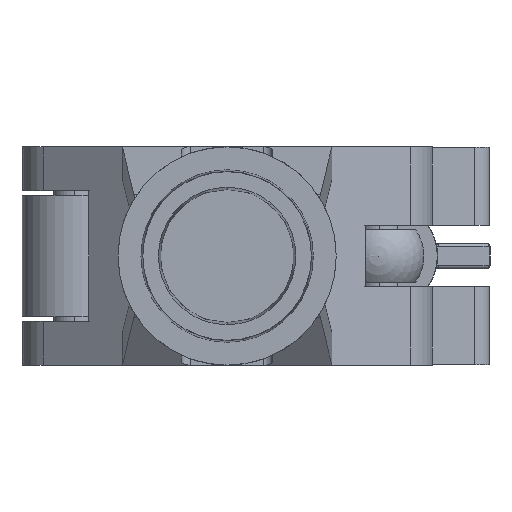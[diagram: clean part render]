
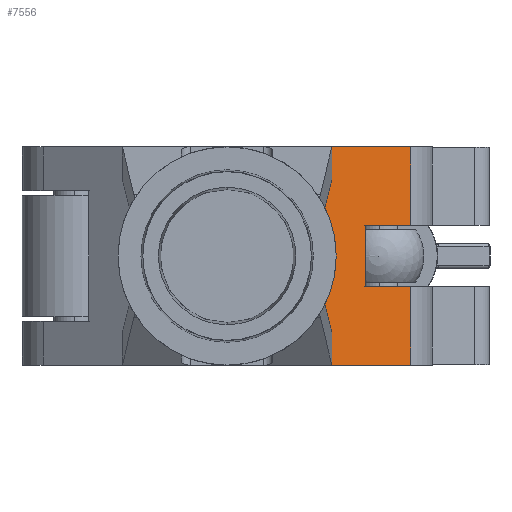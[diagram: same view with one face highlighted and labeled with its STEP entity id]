
A CAD part, front view. The second image highlights one B-rep face of the part: STEP entity #7556.
In plain terms, the highlighted face is planar.
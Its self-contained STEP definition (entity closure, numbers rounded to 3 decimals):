
#14 = EDGE_CURVE ( 'NONE', #531, #7033, #6045, .T. ) ;
#63 = EDGE_CURVE ( 'NONE', #2698, #10252, #1165, .T. ) ;
#102 = CARTESIAN_POINT ( 'NONE',  ( -31.646, -30.371, -7. ) ) ;
#119 = CARTESIAN_POINT ( 'NONE',  ( -24., -36., 17.556 ) ) ;
#184 = EDGE_LOOP ( 'NONE', ( #7776, #6195, #4461, #5773, #10029, #7477, #7394, #5550, #6988, #3138, #1354, #1074 ) ) ;
#256 = EDGE_CURVE ( 'NONE', #3523, #7723, #4564, .T. ) ;
#277 = VERTEX_POINT ( 'NONE', #9906 ) ;
#305 = VECTOR ( 'NONE', #5971, 1000. ) ;
#357 = CARTESIAN_POINT ( 'NONE',  ( -19.708, -39.16, 16.412 ) ) ;
#531 = VERTEX_POINT ( 'NONE', #796 ) ;
#535 = CARTESIAN_POINT ( 'NONE',  ( -19.708, -39.16, -16.412 ) ) ;
#574 = DIRECTION ( 'NONE',  ( 0.805, -0.593, 0. ) ) ;
#756 = VECTOR ( 'NONE', #9978, 1000. ) ;
#796 = CARTESIAN_POINT ( 'NONE',  ( -31.646, -30.371, -7. ) ) ;
#801 = VECTOR ( 'NONE', #6545, 1000. ) ;
#923 = VECTOR ( 'NONE', #5628, 1000. ) ;
#1059 = CARTESIAN_POINT ( 'NONE',  ( -18.4, -40.123, -16.064 ) ) ;
#1074 = ORIENTED_EDGE ( 'NONE', *, *, #14, .F. ) ;
#1149 = DIRECTION ( 'NONE',  ( 0.787, -0.58, -0.21 ) ) ;
#1165 = LINE ( 'NONE', #8081, #2203 ) ;
#1311 = DIRECTION ( 'NONE',  ( 0.787, -0.58, 0.21 ) ) ;
#1354 = ORIENTED_EDGE ( 'NONE', *, *, #9696, .T. ) ;
#1594 = CARTESIAN_POINT ( 'NONE',  ( -42.115, -22.663, -7. ) ) ;
#1676 = EDGE_CURVE ( 'NONE', #5499, #4297, #8845, .T. ) ;
#1798 = EDGE_CURVE ( 'NONE', #10300, #277, #10103, .T. ) ;
#2052 = VERTEX_POINT ( 'NONE', #119 ) ;
#2161 = VECTOR ( 'NONE', #6541, 1000. ) ;
#2203 = VECTOR ( 'NONE', #5693, 1000. ) ;
#2478 = VECTOR ( 'NONE', #8005, 1000. ) ;
#2698 = VERTEX_POINT ( 'NONE', #7520 ) ;
#2701 = LINE ( 'NONE', #535, #7254 ) ;
#2768 = VECTOR ( 'NONE', #4032, 1000. ) ;
#2992 = CARTESIAN_POINT ( 'NONE',  ( -31.646, -30.371, 7. ) ) ;
#3138 = ORIENTED_EDGE ( 'NONE', *, *, #63, .T. ) ;
#3174 = DIRECTION ( 'NONE',  ( -0.805, 0.593, 0. ) ) ;
#3289 = CARTESIAN_POINT ( 'NONE',  ( -42.115, -22.663, -7. ) ) ;
#3343 = CARTESIAN_POINT ( 'NONE',  ( -24., -36., 25. ) ) ;
#3523 = VERTEX_POINT ( 'NONE', #5393 ) ;
#3648 = CARTESIAN_POINT ( 'NONE',  ( -42.115, -22.663, 25. ) ) ;
#3839 = CARTESIAN_POINT ( 'NONE',  ( -42.115, -22.663, 25. ) ) ;
#3968 = CARTESIAN_POINT ( 'NONE',  ( -18.4, -40.123, 16.064 ) ) ;
#4032 = DIRECTION ( 'NONE',  ( 0.805, -0.593, 0. ) ) ;
#4050 = CARTESIAN_POINT ( 'NONE',  ( -42.115, -22.663, 7. ) ) ;
#4252 = EDGE_CURVE ( 'NONE', #5291, #2052, #7182, .T. ) ;
#4297 = VERTEX_POINT ( 'NONE', #1059 ) ;
#4461 = ORIENTED_EDGE ( 'NONE', *, *, #9243, .T. ) ;
#4514 = LINE ( 'NONE', #1594, #2768 ) ;
#4564 = LINE ( 'NONE', #10027, #305 ) ;
#4591 = LINE ( 'NONE', #9641, #2478 ) ;
#4598 = CARTESIAN_POINT ( 'NONE',  ( -24., -36., 25. ) ) ;
#4621 = DIRECTION ( 'NONE',  ( 0.593, 0.805, 0. ) ) ;
#5056 = LINE ( 'NONE', #8251, #801 ) ;
#5064 = CARTESIAN_POINT ( 'NONE',  ( -18.4, -40.123, 23.984 ) ) ;
#5192 = LINE ( 'NONE', #5365, #5312 ) ;
#5291 = VERTEX_POINT ( 'NONE', #4598 ) ;
#5312 = VECTOR ( 'NONE', #574, 1000. ) ;
#5340 = FACE_OUTER_BOUND ( 'NONE', #184, .T. ) ;
#5365 = CARTESIAN_POINT ( 'NONE',  ( -42.115, -22.663, -25. ) ) ;
#5393 = CARTESIAN_POINT ( 'NONE',  ( -24., -36., -17.556 ) ) ;
#5442 = EDGE_CURVE ( 'NONE', #10300, #531, #4514, .T. ) ;
#5499 = VERTEX_POINT ( 'NONE', #3968 ) ;
#5550 = ORIENTED_EDGE ( 'NONE', *, *, #4252, .F. ) ;
#5628 = DIRECTION ( 'NONE',  ( 0., 0., 1. ) ) ;
#5693 = DIRECTION ( 'NONE',  ( 0., 0., -1. ) ) ;
#5773 = ORIENTED_EDGE ( 'NONE', *, *, #256, .F. ) ;
#5784 = LINE ( 'NONE', #357, #6289 ) ;
#5883 = DIRECTION ( 'NONE',  ( 0., 0., -1. ) ) ;
#5971 = DIRECTION ( 'NONE',  ( 0., 0., -1. ) ) ;
#6045 = LINE ( 'NONE', #102, #923 ) ;
#6195 = ORIENTED_EDGE ( 'NONE', *, *, #1798, .T. ) ;
#6289 = VECTOR ( 'NONE', #1149, 1000. ) ;
#6485 = AXIS2_PLACEMENT_3D ( 'NONE', #3839, #4621, #3174 ) ;
#6541 = DIRECTION ( 'NONE',  ( 0., 0., -1. ) ) ;
#6545 = DIRECTION ( 'NONE',  ( 0.805, -0.593, 0. ) ) ;
#6988 = ORIENTED_EDGE ( 'NONE', *, *, #7592, .F. ) ;
#7033 = VERTEX_POINT ( 'NONE', #2992 ) ;
#7182 = LINE ( 'NONE', #3343, #7688 ) ;
#7254 = VECTOR ( 'NONE', #1311, 1000. ) ;
#7394 = ORIENTED_EDGE ( 'NONE', *, *, #9872, .F. ) ;
#7477 = ORIENTED_EDGE ( 'NONE', *, *, #1676, .F. ) ;
#7520 = CARTESIAN_POINT ( 'NONE',  ( -42.115, -22.663, 25. ) ) ;
#7556 = ADVANCED_FACE ( 'NONE', ( #5340 ), #10233, .F. ) ;
#7592 = EDGE_CURVE ( 'NONE', #2698, #5291, #4591, .T. ) ;
#7688 = VECTOR ( 'NONE', #5883, 1000. ) ;
#7723 = VERTEX_POINT ( 'NONE', #9117 ) ;
#7776 = ORIENTED_EDGE ( 'NONE', *, *, #5442, .F. ) ;
#8005 = DIRECTION ( 'NONE',  ( 0.805, -0.593, 0. ) ) ;
#8081 = CARTESIAN_POINT ( 'NONE',  ( -42.115, -22.663, 25. ) ) ;
#8251 = CARTESIAN_POINT ( 'NONE',  ( -42.115, -22.663, 7. ) ) ;
#8845 = LINE ( 'NONE', #5064, #2161 ) ;
#9117 = CARTESIAN_POINT ( 'NONE',  ( -24., -36., -25. ) ) ;
#9243 = EDGE_CURVE ( 'NONE', #277, #7723, #5192, .T. ) ;
#9295 = EDGE_CURVE ( 'NONE', #3523, #4297, #2701, .T. ) ;
#9641 = CARTESIAN_POINT ( 'NONE',  ( -42.115, -22.663, 25. ) ) ;
#9696 = EDGE_CURVE ( 'NONE', #10252, #7033, #5056, .T. ) ;
#9872 = EDGE_CURVE ( 'NONE', #2052, #5499, #5784, .T. ) ;
#9906 = CARTESIAN_POINT ( 'NONE',  ( -42.115, -22.663, -25. ) ) ;
#9978 = DIRECTION ( 'NONE',  ( 0., 0., -1. ) ) ;
#10027 = CARTESIAN_POINT ( 'NONE',  ( -24., -36., 25. ) ) ;
#10029 = ORIENTED_EDGE ( 'NONE', *, *, #9295, .T. ) ;
#10103 = LINE ( 'NONE', #3648, #756 ) ;
#10233 = PLANE ( 'NONE',  #6485 ) ;
#10252 = VERTEX_POINT ( 'NONE', #4050 ) ;
#10300 = VERTEX_POINT ( 'NONE', #3289 ) ;
